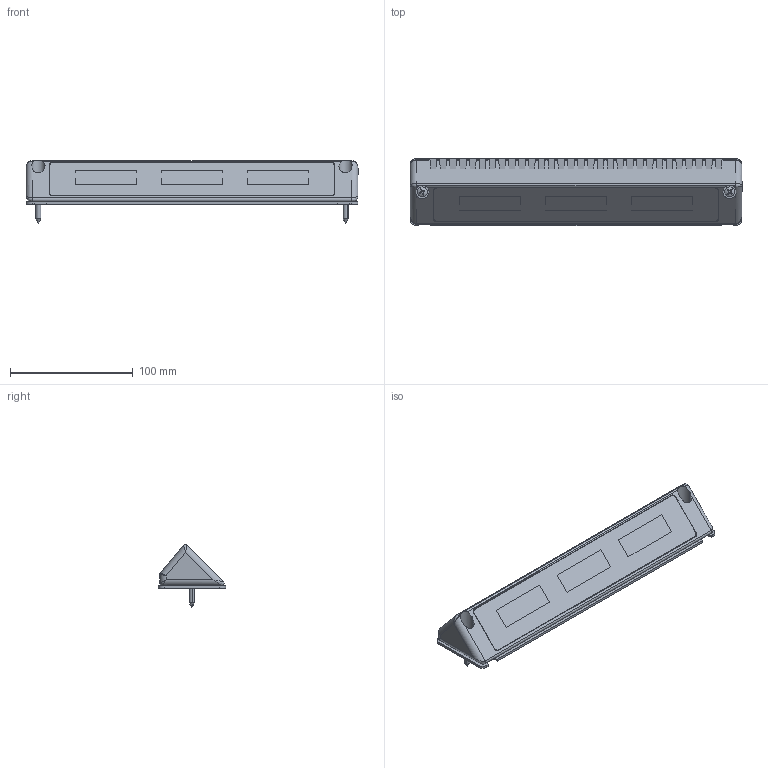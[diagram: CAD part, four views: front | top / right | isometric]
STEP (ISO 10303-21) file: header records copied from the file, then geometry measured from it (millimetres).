
FILE_DESCRIPTION (( 'STEP AP214' ), '1' );
FILE_NAME ('DK160712GB01.STEP', '2018-04-24T11:51:07', ( '' ), ( '' ), 'SwSTEP 2.0', 'SolidWorks 2017', '' );
FILE_SCHEMA (( 'AUTOMOTIVE_DESIGN' ));
Length unit declared in the file: millimetre
Products named in the file (1): DK160712GB01
Bounding box: 270 x 55 x 51.04 mm (x, y, z)
Volume: 192509.2 mm3; surface area: 98408.7 mm2
Topology: 1 solids, 13 shells, 1148 faces, 3061 edges, 1880 vertices
Faces by surface type: plane 635, cylinder 259, cone 144, sphere 50, torus 44, bspline 16
Entity records: 48835 total; most frequent: CARTESIAN_POINT 8075, ORIENTED_EDGE 6026, DIRECTION 5887, EDGE_CURVE 3013, AXIS2_PLACEMENT_3D 2122, VERTEX_POINT 1880, VECTOR 1643, LINE 1643
